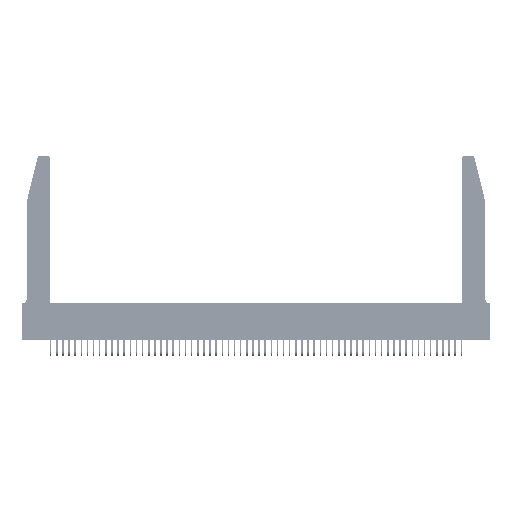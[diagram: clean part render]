
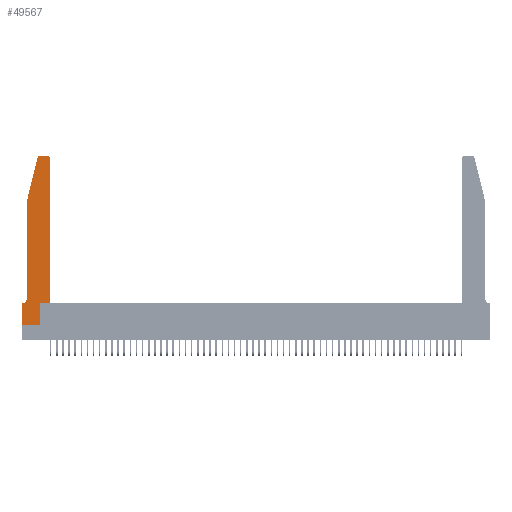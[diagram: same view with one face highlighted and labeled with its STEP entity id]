
A CAD part, top view. The second image highlights one B-rep face of the part: STEP entity #49567.
In plain terms, the highlighted planar face has unit normal (0, 0, 1).
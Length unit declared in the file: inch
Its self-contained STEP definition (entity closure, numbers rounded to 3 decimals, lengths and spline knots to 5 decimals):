
#112 = CARTESIAN_POINT ( 'NONE',  ( 0.284, 2.75, 0.37 ) ) ;
#165 = CIRCLE ( 'NONE', #47152, 0.07 ) ;
#333 = EDGE_CURVE ( 'NONE', #22136, #19299, #12957, .T. ) ;
#1333 = CARTESIAN_POINT ( 'NONE',  ( 0.0755, 0.35, 0.37 ) ) ;
#3713 = LINE ( 'NONE', #15974, #26959 ) ;
#3985 = DIRECTION ( 'NONE',  ( -1., 0., 0. ) ) ;
#4167 = VECTOR ( 'NONE', #48603, 39.37008 ) ;
#5181 = VECTOR ( 'NONE', #5739, 39.37008 ) ;
#5739 = DIRECTION ( 'NONE',  ( -1., 0., 0. ) ) ;
#6498 = LINE ( 'NONE', #38113, #51346 ) ;
#6776 = CARTESIAN_POINT ( 'NONE',  ( 0.0055, 0.35, 0.37 ) ) ;
#6835 = EDGE_CURVE ( 'NONE', #34602, #28087, #10543, .T. ) ;
#6908 = LINE ( 'NONE', #21925, #53109 ) ;
#8378 = ORIENTED_EDGE ( 'NONE', *, *, #55470, .T. ) ;
#8506 = CARTESIAN_POINT ( 'NONE',  ( 0.284, 2.72, 0.37 ) ) ;
#8706 = EDGE_CURVE ( 'NONE', #20050, #40001, #42260, .T. ) ;
#9022 = DIRECTION ( 'NONE',  ( 0., -1., 0. ) ) ;
#9152 = LINE ( 'NONE', #16328, #30919 ) ;
#10543 = CIRCLE ( 'NONE', #50477, 0.03 ) ;
#10954 = EDGE_LOOP ( 'NONE', ( #8378, #13846, #36929, #52539, #19314, #34922, #24789, #18648, #53254, #12519, #47175, #51238 ) ) ;
#12519 = ORIENTED_EDGE ( 'NONE', *, *, #42617, .T. ) ;
#12869 = DIRECTION ( 'NONE',  ( 1., 0., 0. ) ) ;
#12957 = LINE ( 'NONE', #51649, #46255 ) ;
#13365 = CARTESIAN_POINT ( 'NONE',  ( 0.2865, 0., 0.37 ) ) ;
#13846 = ORIENTED_EDGE ( 'NONE', *, *, #8706, .T. ) ;
#14684 = CARTESIAN_POINT ( 'NONE',  ( 0.2865, 0.35, 0.37 ) ) ;
#15465 = CARTESIAN_POINT ( 'NONE',  ( 0.0755, 2., 0.37 ) ) ;
#15654 = CARTESIAN_POINT ( 'NONE',  ( 0.4505, 2.72, 0.37 ) ) ;
#15974 = CARTESIAN_POINT ( 'NONE',  ( 0., 0., 0.37 ) ) ;
#16328 = CARTESIAN_POINT ( 'NONE',  ( 0.0755, 2., 0.37 ) ) ;
#16797 = LINE ( 'NONE', #1333, #5181 ) ;
#17046 = DIRECTION ( 'NONE',  ( 0., 0., 1. ) ) ;
#18257 = CARTESIAN_POINT ( 'NONE',  ( 0.2865, 0.35, 0.37 ) ) ;
#18648 = ORIENTED_EDGE ( 'NONE', *, *, #35212, .T. ) ;
#19299 = VERTEX_POINT ( 'NONE', #55510 ) ;
#19314 = ORIENTED_EDGE ( 'NONE', *, *, #29107, .T. ) ;
#19422 = CARTESIAN_POINT ( 'NONE',  ( 0.2605, 2.75, 0.37 ) ) ;
#20050 = VERTEX_POINT ( 'NONE', #112 ) ;
#20123 = EDGE_CURVE ( 'NONE', #31525, #27223, #47716, .T. ) ;
#20736 = DIRECTION ( 'NONE',  ( -0.239, -0.971, 0. ) ) ;
#20755 = AXIS2_PLACEMENT_3D ( 'NONE', #8506, #38865, #12869 ) ;
#21114 = LINE ( 'NONE', #19422, #54336 ) ;
#21370 = EDGE_CURVE ( 'NONE', #49203, #52155, #36730, .T. ) ;
#21925 = CARTESIAN_POINT ( 'NONE',  ( 0.4505, 0.35, 0.37 ) ) ;
#22136 = VERTEX_POINT ( 'NONE', #23017 ) ;
#23017 = CARTESIAN_POINT ( 'NONE',  ( 0., 0.35, 0.37 ) ) ;
#24729 = CARTESIAN_POINT ( 'NONE',  ( 0.25487, 2.72718, 0.37 ) ) ;
#24789 = ORIENTED_EDGE ( 'NONE', *, *, #333, .T. ) ;
#24814 = VERTEX_POINT ( 'NONE', #45672 ) ;
#25709 = DIRECTION ( 'NONE',  ( 0., -1., 0. ) ) ;
#26465 = DIRECTION ( 'NONE',  ( 1., 0., 0. ) ) ;
#26959 = VECTOR ( 'NONE', #46349, 39.37008 ) ;
#27223 = VERTEX_POINT ( 'NONE', #14684 ) ;
#28087 = VERTEX_POINT ( 'NONE', #35496 ) ;
#29107 = EDGE_CURVE ( 'NONE', #52155, #53163, #165, .T. ) ;
#29892 = CARTESIAN_POINT ( 'NONE',  ( 0.0755, 0.42, 0.37 ) ) ;
#30119 = DIRECTION ( 'NONE',  ( 0., 0., -1. ) ) ;
#30919 = VECTOR ( 'NONE', #20736, 39.37008 ) ;
#31525 = VERTEX_POINT ( 'NONE', #13365 ) ;
#32322 = FACE_OUTER_BOUND ( 'NONE', #10954, .T. ) ;
#34602 = VERTEX_POINT ( 'NONE', #15654 ) ;
#34922 = ORIENTED_EDGE ( 'NONE', *, *, #36376, .T. ) ;
#35212 = EDGE_CURVE ( 'NONE', #19299, #31525, #3713, .T. ) ;
#35496 = CARTESIAN_POINT ( 'NONE',  ( 0.4205, 2.75, 0.37 ) ) ;
#36376 = EDGE_CURVE ( 'NONE', #53163, #22136, #16797, .T. ) ;
#36730 = LINE ( 'NONE', #52260, #45555 ) ;
#36929 = ORIENTED_EDGE ( 'NONE', *, *, #49999, .T. ) ;
#38113 = CARTESIAN_POINT ( 'NONE',  ( 0.4505, 0.35, 0.37 ) ) ;
#38865 = DIRECTION ( 'NONE',  ( 0., 0., 1. ) ) ;
#40001 = VERTEX_POINT ( 'NONE', #24729 ) ;
#42260 = CIRCLE ( 'NONE', #20755, 0.03 ) ;
#42617 = EDGE_CURVE ( 'NONE', #27223, #24814, #6498, .T. ) ;
#43047 = CARTESIAN_POINT ( 'NONE',  ( 0.4205, 2.72, 0.37 ) ) ;
#43706 = PLANE ( 'NONE',  #46950 ) ;
#45555 = VECTOR ( 'NONE', #9022, 39.37008 ) ;
#45672 = CARTESIAN_POINT ( 'NONE',  ( 0.4505, 0.35, 0.37 ) ) ;
#45871 = EDGE_CURVE ( 'NONE', #24814, #34602, #6908, .T. ) ;
#46255 = VECTOR ( 'NONE', #25709, 39.37008 ) ;
#46349 = DIRECTION ( 'NONE',  ( 1., 0., 0. ) ) ;
#46950 = AXIS2_PLACEMENT_3D ( 'NONE', #48049, #52409, #26465 ) ;
#47152 = AXIS2_PLACEMENT_3D ( 'NONE', #56052, #30119, #3985 ) ;
#47175 = ORIENTED_EDGE ( 'NONE', *, *, #45871, .T. ) ;
#47417 = DIRECTION ( 'NONE',  ( 1., 0., 0. ) ) ;
#47716 = LINE ( 'NONE', #18257, #4167 ) ;
#48049 = CARTESIAN_POINT ( 'NONE',  ( 0., 0.35, 0.37 ) ) ;
#48603 = DIRECTION ( 'NONE',  ( 0., 1., 0. ) ) ;
#49203 = VERTEX_POINT ( 'NONE', #15465 ) ;
#49567 = ADVANCED_FACE ( 'NONE', ( #32322 ), #43706, .T. ) ;
#49759 = DIRECTION ( 'NONE',  ( -1., 0., 0. ) ) ;
#49999 = EDGE_CURVE ( 'NONE', #40001, #49203, #9152, .T. ) ;
#50477 = AXIS2_PLACEMENT_3D ( 'NONE', #43047, #17046, #47417 ) ;
#51238 = ORIENTED_EDGE ( 'NONE', *, *, #6835, .T. ) ;
#51346 = VECTOR ( 'NONE', #55565, 39.37008 ) ;
#51649 = CARTESIAN_POINT ( 'NONE',  ( 0., 0., 0.37 ) ) ;
#52155 = VERTEX_POINT ( 'NONE', #29892 ) ;
#52223 = DIRECTION ( 'NONE',  ( 0., 1., 0. ) ) ;
#52260 = CARTESIAN_POINT ( 'NONE',  ( 0.0755, 2., 0.37 ) ) ;
#52409 = DIRECTION ( 'NONE',  ( 0., 0., 1. ) ) ;
#52539 = ORIENTED_EDGE ( 'NONE', *, *, #21370, .T. ) ;
#53109 = VECTOR ( 'NONE', #52223, 39.37008 ) ;
#53163 = VERTEX_POINT ( 'NONE', #6776 ) ;
#53254 = ORIENTED_EDGE ( 'NONE', *, *, #20123, .T. ) ;
#54336 = VECTOR ( 'NONE', #49759, 39.37008 ) ;
#55470 = EDGE_CURVE ( 'NONE', #28087, #20050, #21114, .T. ) ;
#55510 = CARTESIAN_POINT ( 'NONE',  ( 0., 0., 0.37 ) ) ;
#55565 = DIRECTION ( 'NONE',  ( 1., 0., 0. ) ) ;
#56052 = CARTESIAN_POINT ( 'NONE',  ( 0.0055, 0.42, 0.37 ) ) ;
